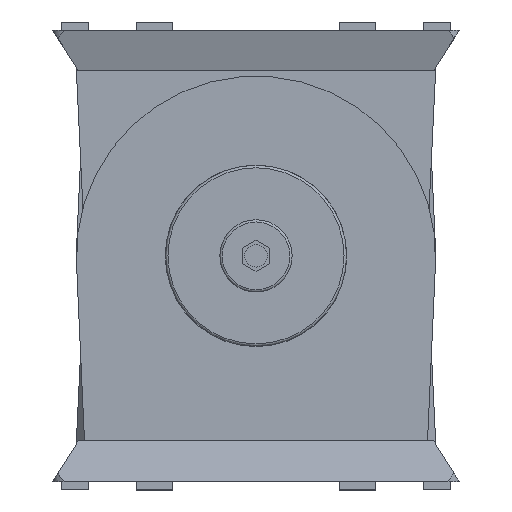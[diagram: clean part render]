
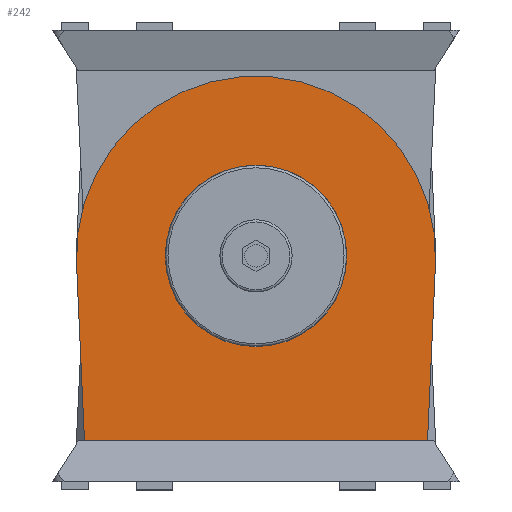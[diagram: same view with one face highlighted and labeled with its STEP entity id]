
A CAD part, top view. The second image highlights one B-rep face of the part: STEP entity #242.
In plain terms, the highlighted planar face has unit normal (0, 0, 1).
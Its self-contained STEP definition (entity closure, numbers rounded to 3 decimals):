
#242 = ADVANCED_FACE( '', ( #522, #523 ), #524, .F. );
#522 = FACE_BOUND( '', #843, .T. );
#523 = FACE_OUTER_BOUND( '', #844, .T. );
#524 = PLANE( '', #845 );
#843 = EDGE_LOOP( '', ( #1399 ) );
#844 = EDGE_LOOP( '', ( #1400, #1401, #1402, #1403 ) );
#845 = AXIS2_PLACEMENT_3D( '', #1404, #1405, #1406 );
#1399 = ORIENTED_EDGE( '', *, *, #2012, .F. );
#1400 = ORIENTED_EDGE( '', *, *, #2013, .F. );
#1401 = ORIENTED_EDGE( '', *, *, #2014, .F. );
#1402 = ORIENTED_EDGE( '', *, *, #2015, .F. );
#1403 = ORIENTED_EDGE( '', *, *, #2016, .T. );
#1404 = CARTESIAN_POINT( '', ( 45., 40.8, 20. ) );
#1405 = DIRECTION( '', ( 0., 0., -1. ) );
#1406 = DIRECTION( '', ( -1., 0., 0. ) );
#2012 = EDGE_CURVE( '', #2438, #2438, #2439, .F. );
#2013 = EDGE_CURVE( '', #2440, #2441, #2442, .T. );
#2014 = EDGE_CURVE( '', #2443, #2440, #2444, .T. );
#2015 = EDGE_CURVE( '', #2445, #2443, #2446, .T. );
#2016 = EDGE_CURVE( '', #2445, #2441, #2447, .F. );
#2438 = VERTEX_POINT( '', #3025 );
#2439 = CIRCLE( '', #3026, 20.1 );
#2440 = VERTEX_POINT( '', #3027 );
#2441 = VERTEX_POINT( '', #3028 );
#2442 = LINE( '', #3029, #3030 );
#2443 = VERTEX_POINT( '', #3031 );
#2444 = LINE( '', #3032, #3033 );
#2445 = VERTEX_POINT( '', #3034 );
#2446 = LINE( '', #3035, #3036 );
#2447 = CIRCLE( '', #3037, 39.8 );
#3025 = CARTESIAN_POINT( '', ( -20.1, 0., 20. ) );
#3026 = AXIS2_PLACEMENT_3D( '', #3449, #3450, #3451 );
#3027 = CARTESIAN_POINT( '', ( -38., -41., 20. ) );
#3028 = CARTESIAN_POINT( '', ( -39.76, -1.784, 20. ) );
#3029 = CARTESIAN_POINT( '', ( -41.497, 36.918, 20. ) );
#3030 = VECTOR( '', #3452, 1000. );
#3031 = CARTESIAN_POINT( '', ( 38., -41., 20. ) );
#3032 = CARTESIAN_POINT( '', ( 45., -41., 20. ) );
#3033 = VECTOR( '', #3453, 1000. );
#3034 = CARTESIAN_POINT( '', ( 39.76, -1.784, 20. ) );
#3035 = CARTESIAN_POINT( '', ( 41.678, 40.949, 20. ) );
#3036 = VECTOR( '', #3454, 1000. );
#3037 = AXIS2_PLACEMENT_3D( '', #3455, #3456, #3457 );
#3449 = CARTESIAN_POINT( '', ( 0., 0., 20. ) );
#3450 = DIRECTION( '', ( 0., 0., -1. ) );
#3451 = DIRECTION( '', ( -1., 0., 0. ) );
#3452 = DIRECTION( '', ( -0.045, 0.999, 0. ) );
#3453 = DIRECTION( '', ( -1., 0., 0. ) );
#3454 = DIRECTION( '', ( -0.045, -0.999, 0. ) );
#3455 = CARTESIAN_POINT( '', ( 0., 0., 20. ) );
#3456 = DIRECTION( '', ( 0., 0., -1. ) );
#3457 = DIRECTION( '', ( -1., 0., 0. ) );
